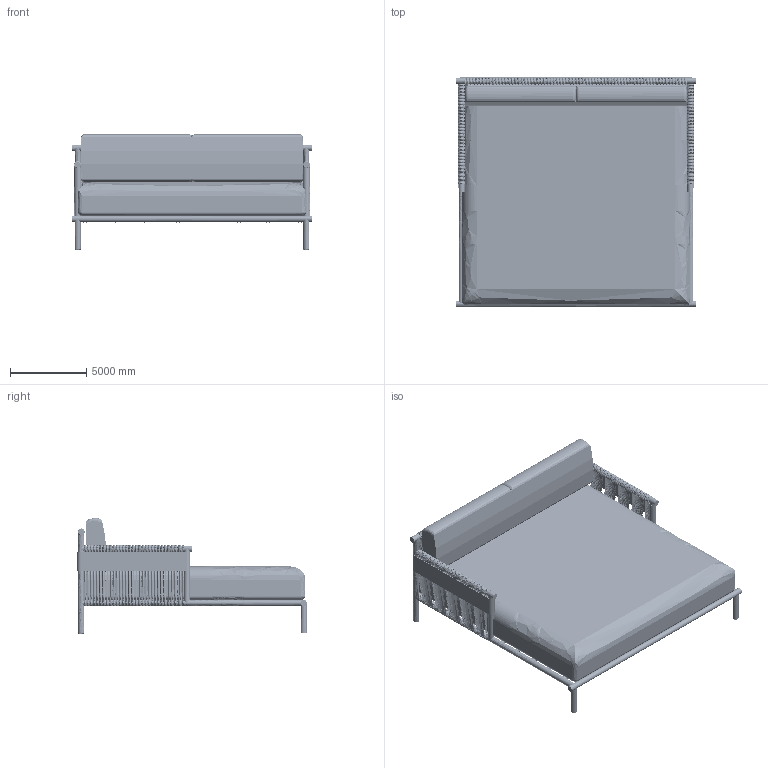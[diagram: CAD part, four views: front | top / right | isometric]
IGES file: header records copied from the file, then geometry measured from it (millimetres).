
Global section: file name: 42HVolta - SH51901 - Sof; native system: Rhinoceros ( Dec  8 2020 ); preprocessor: Trout Lake IGES 012 Dec  8 2020; date: 240312.192746; units: millimetre
Bounding box: 15800 x 15065.99 x 7587.89 mm (x, y, z)
Surface area: 1584799074.7 mm2 (no closed solid volume)
Topology: 0 solids, 0 shells, 3112 faces, 42156 edges, 39511 vertices
Faces by surface type: bspline 3112
